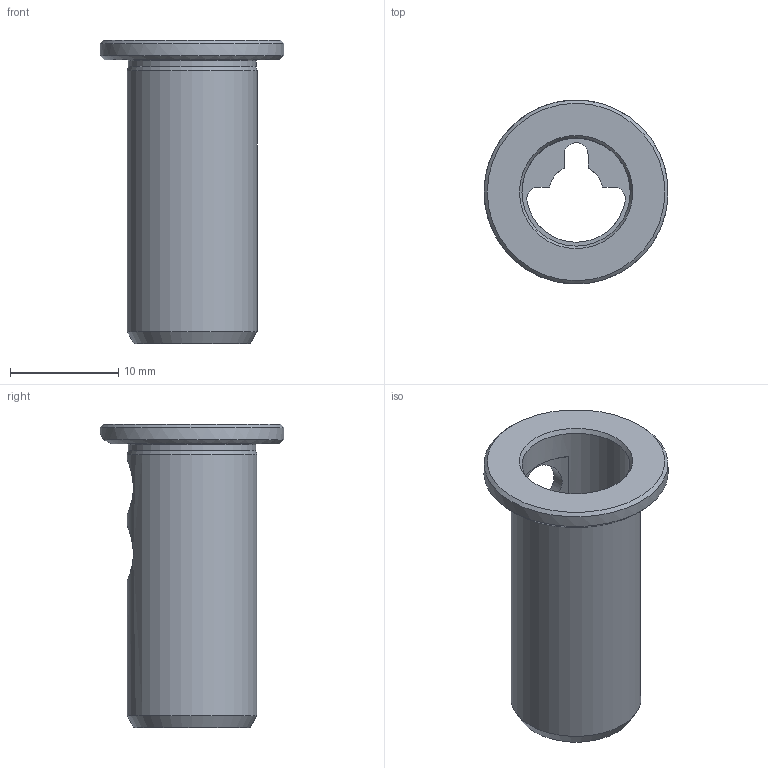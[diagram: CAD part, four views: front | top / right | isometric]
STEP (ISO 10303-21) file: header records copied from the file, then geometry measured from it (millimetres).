
FILE_DESCRIPTION (( 'STEP AP203' ), '1' );
FILE_NAME ('UMHB-RBD1210.step', '2023-12-07T08:12:54', ( '' ), ( '' ), 'SwSTEP 2.0', 'SolidWorks 2022', '' );
FILE_SCHEMA (( 'CONFIG_CONTROL_DESIGN' ));
Length unit declared in the file: millimetre
Products named in the file (1): UMHB-RBD1210
Bounding box: 16.98 x 16.99 x 28 mm (x, y, z)
Volume: 1143.7 mm3; surface area: 2226.6 mm2
Topology: 1 solids, 1 shells, 39 faces, 99 edges, 64 vertices
Faces by surface type: cylinder 15, plane 13, cone 8, bspline 3
Full cylindrical faces by diameter (mm): 5.1 x2, 9.2 x1, 10 x1, 10.6 x1, 11.8 x1, 12 x1, 17 x1
Entity records: 1410 total; most frequent: CARTESIAN_POINT 514, DIRECTION 174, ORIENTED_EDGE 142, AXIS2_PLACEMENT_3D 75, EDGE_CURVE 71, EDGE_LOOP 65, VERTEX_POINT 54, FACE_OUTER_BOUND 50
